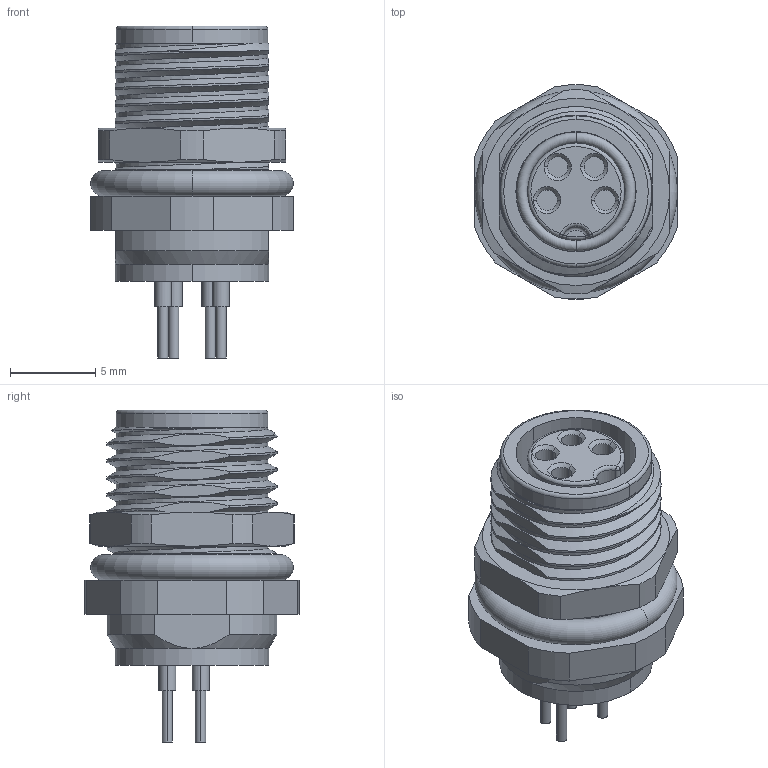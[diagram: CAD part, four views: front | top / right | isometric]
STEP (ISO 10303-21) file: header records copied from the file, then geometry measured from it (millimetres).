
FILE_DESCRIPTION((''),'2;1');
FILE_NAME('C-T4041017041-000','2017-02-06T',('workeradm'),('Tyco Electronics Ltd.'),'CREO PARAMETRIC BY PTC INC, 2016050','CREO PARAMETRIC BY PTC INC, 2016050','');
FILE_SCHEMA(('AUTOMOTIVE_DESIGN { 1 0 10303 214 1 1 1 1 }'));
Length unit declared in the file: millimetre
Products named in the file (1): C-T4041017041-000
Bounding box: 11.95 x 12.57 x 19.5 mm (x, y, z)
Volume: 1172.7 mm3; surface area: 1220.9 mm2
Topology: 1 solids, 1 shells, 167 faces, 394 edges, 249 vertices
Faces by surface type: cylinder 63, plane 52, cone 25, bspline 15, torus 10, sphere 2
Entity records: 9765 total; most frequent: CARTESIAN_POINT 5884, ORIENTED_EDGE 788, DIRECTION 739, EDGE_CURVE 394, AXIS2_PLACEMENT_3D 310, VERTEX_POINT 249, EDGE_LOOP 187, FACE_OUTER_BOUND 167
